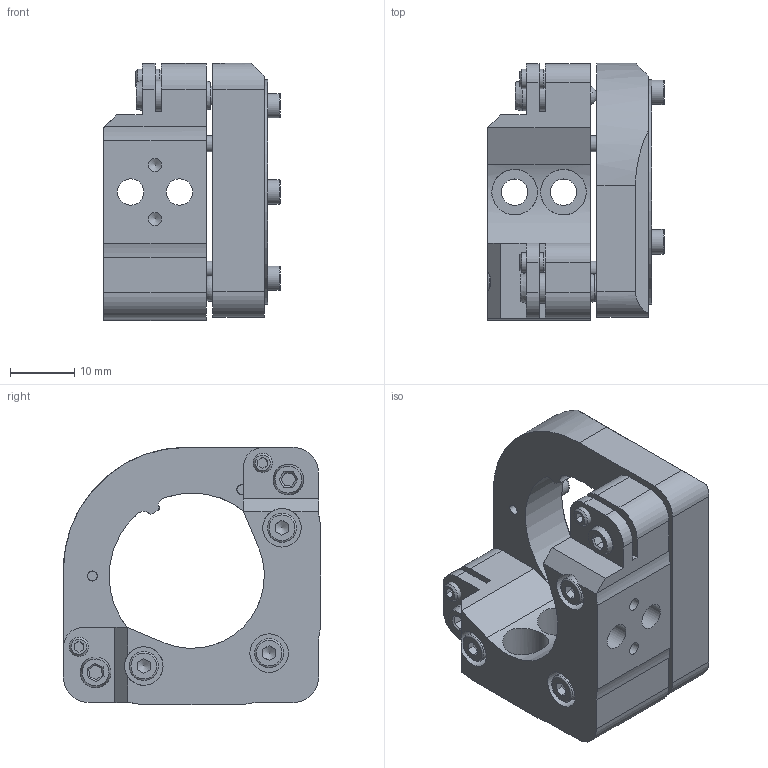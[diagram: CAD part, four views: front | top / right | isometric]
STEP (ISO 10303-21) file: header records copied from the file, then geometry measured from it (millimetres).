
FILE_DESCRIPTION(/* description */ (''),/* implementation_level */ '2;1');
FILE_NAME(/* name */ 'SD-254-06-VC-RS-M.stp',/* time_stamp */ '2021-02-05T11:08:59+02:00',/* author */ ('vytau'),/* organization */ (''),/* preprocessor_version */ 'ST-DEVELOPER v18',/* originating_system */ 'Autodesk Inventor 2020',/* authorisation */ '');
FILE_SCHEMA (('CONFIG_CONTROL_DESIGN'));
Length unit declared in the file: millimetre
Products named in the file (11): SupaDupa final; Part8; Part9; 0544-E0W; D4; ISO 4026 - M3 x 4(1); ISO 4762 - M2.5 x 16(1); ISO 4762 - M2 x 4(1); RIT; IPJ; Spyruokle veidrodziui-254-3x120
Assembly tree (16 placements, depth 2):
  SupaDupa final
    Part8
    Part9
    0544-E0W  x2
    D4
    ISO 4026 - M3 x 4(1)  x2
    ISO 4762 - M2.5 x 16(1)  x3
    ISO 4762 - M2 x 4(1)  x3
    RIT
    IPJ
    Spyruokle veidrodziui-254-3x120
Bounding box: 27.5 x 40 x 40 mm (x, y, z)
Volume: 16086.8 mm3; surface area: 12239.1 mm2
Topology: 18 solids, 18 shells, 343 faces, 948 edges, 652 vertices
Faces by surface type: plane 172, cylinder 119, cone 32, torus 15, sphere 3, bspline 2
Full cylindrical faces by diameter (mm): 1.567 x3, 2 x7, 2.013 x3, 2.4 x3, 2.459 x2, 2.5 x3, 3 x4, 3.188 x2, 3.5 x3, 3.8 x3, 4 x1, 4.1 x4, 4.5 x4, 4.75 x4, 4.763 x2, 5 x4, 5.1 x2, 6 x3, 7.1 x4, 25.8 x1, 35 x1
Entity records: 9106 total; most frequent: CARTESIAN_POINT 1818, DIRECTION 1527, ORIENTED_EDGE 1376, EDGE_CURVE 688, AXIS2_PLACEMENT_3D 601, VERTEX_POINT 484, EDGE_LOOP 326, LINE 325
